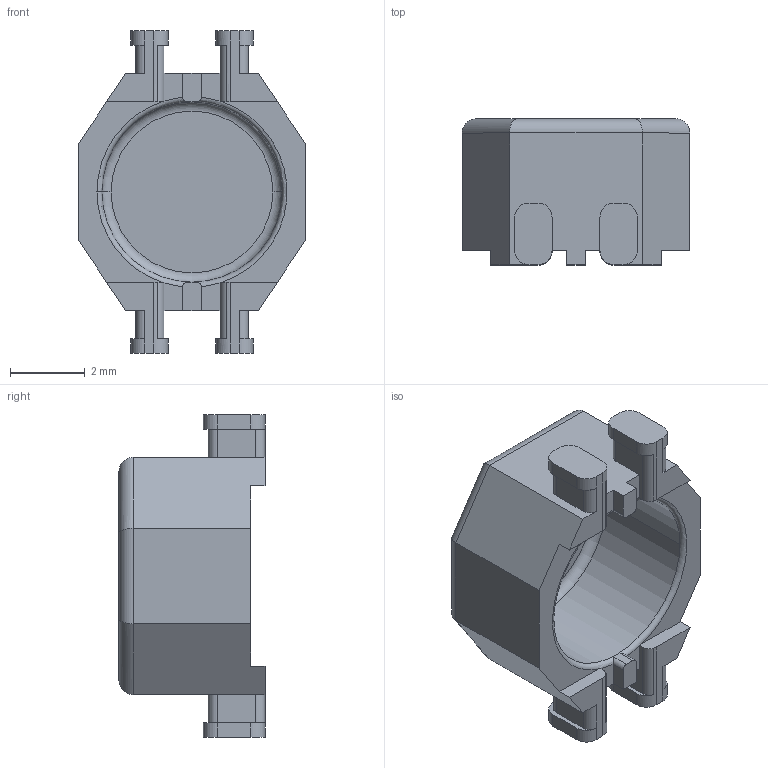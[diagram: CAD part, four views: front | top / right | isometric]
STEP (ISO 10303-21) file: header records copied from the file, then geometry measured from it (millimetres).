
FILE_DESCRIPTION (( 'STEP AP214' ), '1' );
FILE_NAME ('TOR_0621.STEP', '2021-07-02T17:03:19', ( '' ), ( '' ), 'SwSTEP 2.0', 'SolidWorks 2017', '' );
FILE_SCHEMA (( 'AUTOMOTIVE_DESIGN' ));
Length unit declared in the file: millimetre
Products named in the file (2): TOR_0621; 250-0621_6A
Assembly tree (1 placements, depth 2):
  TOR_0621
    250-0621_6A
Bounding box: 6.1 x 3.91 x 8.63 mm (x, y, z)
Volume: 68.9 mm3; surface area: 215.9 mm2
Topology: 1 solids, 1 shells, 115 faces, 322 edges, 209 vertices
Faces by surface type: plane 64, cylinder 46, torus 5
Entity records: 3804 total; most frequent: CARTESIAN_POINT 750, ORIENTED_EDGE 644, DIRECTION 630, EDGE_CURVE 322, AXIS2_PLACEMENT_3D 213, VERTEX_POINT 209, LINE 204, VECTOR 204
